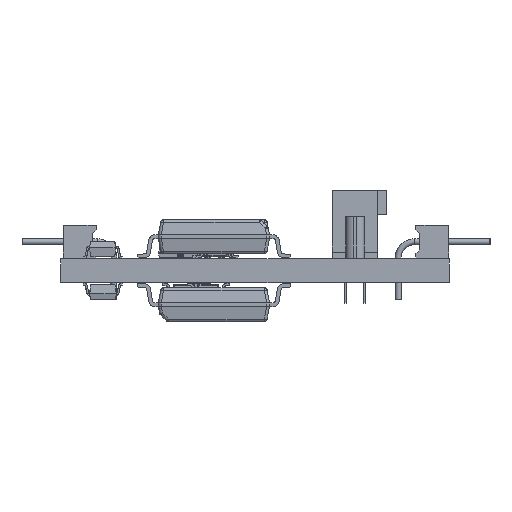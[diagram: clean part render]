
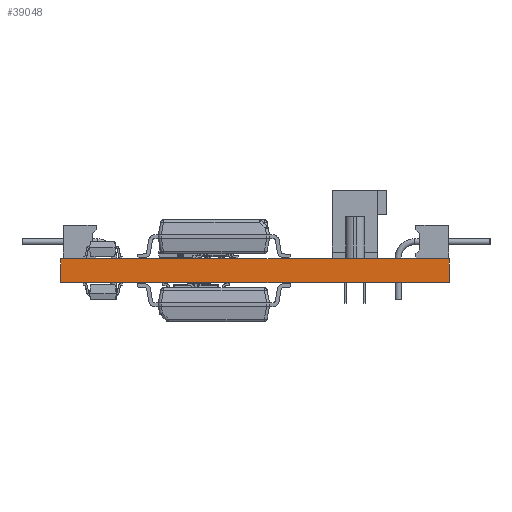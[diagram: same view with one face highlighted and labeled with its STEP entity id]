
A CAD part, left-side view. The second image highlights one B-rep face of the part: STEP entity #39048.
In plain terms, the highlighted planar face has unit normal (-1, 0, 0).
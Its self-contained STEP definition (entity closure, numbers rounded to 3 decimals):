
#38992 = VERTEX_POINT('',#38993);
#38993 = CARTESIAN_POINT('',(0.,0.,1.6));
#38999 = EDGE_CURVE('',#39000,#38992,#39002,.T.);
#39000 = VERTEX_POINT('',#39001);
#39001 = CARTESIAN_POINT('',(0.,-0.,0.));
#39002 = LINE('',#39003,#39004);
#39003 = CARTESIAN_POINT('',(0.,-0.,0.));
#39004 = VECTOR('',#39005,1.);
#39005 = DIRECTION('',(0.,0.,1.));
#39048 = ADVANCED_FACE('',(#39049),#39074,.T.);
#39049 = FACE_BOUND('',#39050,.T.);
#39050 = EDGE_LOOP('',(#39051,#39052,#39060,#39068));
#39051 = ORIENTED_EDGE('',*,*,#38999,.T.);
#39052 = ORIENTED_EDGE('',*,*,#39053,.T.);
#39053 = EDGE_CURVE('',#38992,#39054,#39056,.T.);
#39054 = VERTEX_POINT('',#39055);
#39055 = CARTESIAN_POINT('',(0.,26.25,1.6));
#39056 = LINE('',#39057,#39058);
#39057 = CARTESIAN_POINT('',(0.,0.,1.6));
#39058 = VECTOR('',#39059,1.);
#39059 = DIRECTION('',(0.,1.,0.));
#39060 = ORIENTED_EDGE('',*,*,#39061,.F.);
#39061 = EDGE_CURVE('',#39062,#39054,#39064,.T.);
#39062 = VERTEX_POINT('',#39063);
#39063 = CARTESIAN_POINT('',(0.,26.25,0.));
#39064 = LINE('',#39065,#39066);
#39065 = CARTESIAN_POINT('',(0.,26.25,0.));
#39066 = VECTOR('',#39067,1.);
#39067 = DIRECTION('',(0.,0.,1.));
#39068 = ORIENTED_EDGE('',*,*,#39069,.F.);
#39069 = EDGE_CURVE('',#39000,#39062,#39070,.T.);
#39070 = LINE('',#39071,#39072);
#39071 = CARTESIAN_POINT('',(0.,-0.,0.));
#39072 = VECTOR('',#39073,1.);
#39073 = DIRECTION('',(0.,1.,0.));
#39074 = PLANE('',#39075);
#39075 = AXIS2_PLACEMENT_3D('',#39076,#39077,#39078);
#39076 = CARTESIAN_POINT('',(0.,0.,0.));
#39077 = DIRECTION('',(-1.,0.,0.));
#39078 = DIRECTION('',(0.,1.,0.));
